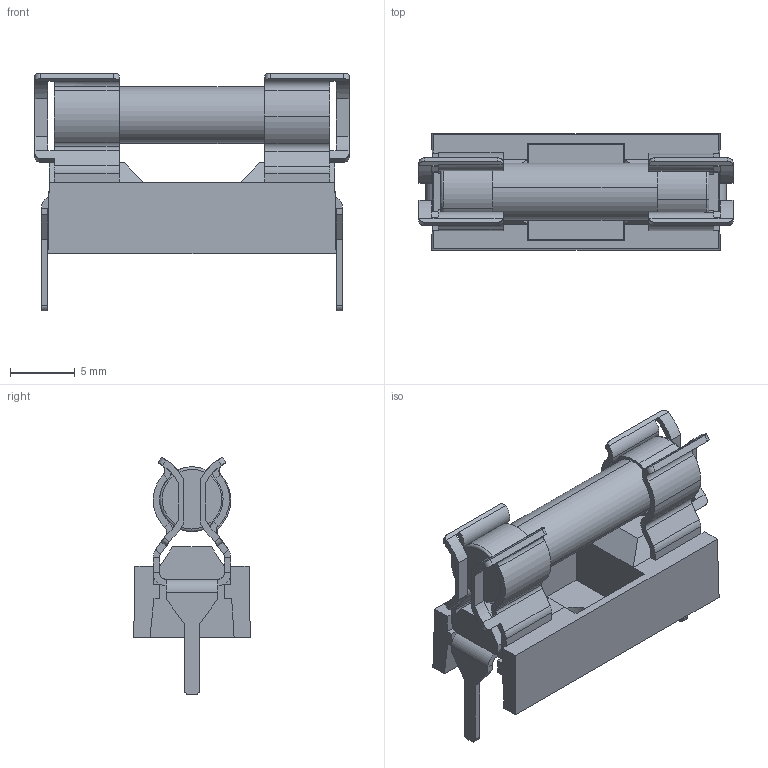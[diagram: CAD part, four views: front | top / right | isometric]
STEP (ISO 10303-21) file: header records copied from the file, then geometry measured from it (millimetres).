
FILE_DESCRIPTION(('FreeCAD Model'),'2;1');
FILE_NAME( 'FuseHolder_5x20.step', '2017-12-20T08:58:24',('kicad StepUp'),('ksu MCAD'), 'Open CASCADE STEP processor 6.8','FreeCAD','Unknown');
FILE_SCHEMA(('AUTOMOTIVE_DESIGN_CC2 { 1 2 10303 214 -1 1 5 4 }'));
Length unit declared in the file: millimetre
Products named in the file (1): FuseHolder_5x20
Bounding box: 24.25 x 9 x 18.35 mm (x, y, z)
Volume: 949 mm3; surface area: 2389.4 mm2
Topology: 2 solids, 4 shells, 465 faces, 1116 edges, 656 vertices
Faces by surface type: plane 229, cylinder 182, torus 54
Entity records: 17537 total; most frequent: CARTESIAN_POINT 3349, DIRECTION 2392, ORIENTED_EDGE 2232, EDGE_CURVE 1116, AXIS2_PLACEMENT_3D 859, LINE 674, VECTOR 674, VERTEX_POINT 656
